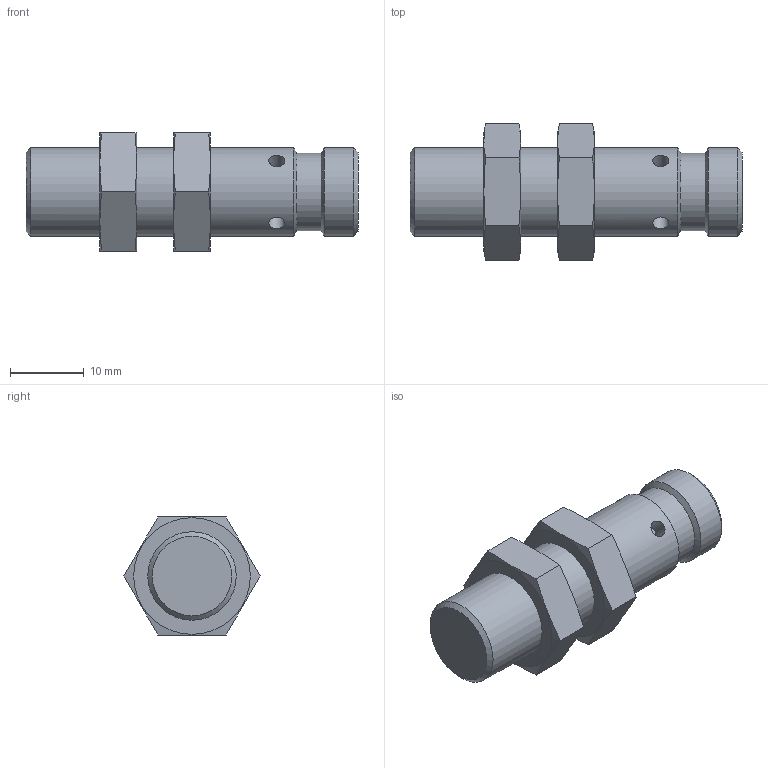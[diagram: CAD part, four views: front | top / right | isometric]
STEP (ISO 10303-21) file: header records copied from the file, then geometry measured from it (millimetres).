
FILE_DESCRIPTION(/* description */ ('STEP AP214'),/* implementation_level */ '2;1');
FILE_NAME(/* name */ '150455_SIEH-M12B-PO-S-L',/* time_stamp */ '2024-09-15T05:12:25+02:00',/* author */ ('License CC BY-ND 4.0'),/* organization */ ('CADENAS'),/* preprocessor_version */ 'ST-DEVELOPER v19.3',/* originating_system */ 'PARTsolutions',/* authorisation */ ' ');
FILE_SCHEMA (('AUTOMOTIVE_DESIGN {1 0 10303 214 3 1 1}'));
Length unit declared in the file: millimetre
Products named in the file (3): 150455 SIEH-M12B-PO-S-L; 150455 SIEH-M12B-PO-S-L---(SP); Flachmutter M12x1-5-16
Assembly tree (3 placements, depth 2):
  150455 SIEH-M12B-PO-S-L
    150455 SIEH-M12B-PO-S-L---(SP)
    Flachmutter M12x1-5-16  x2
Bounding box: 45 x 18.48 x 16 mm (x, y, z)
Volume: 6191.8 mm3; surface area: 3323.9 mm2
Topology: 3 solids, 3 shells, 43 faces, 93 edges, 60 vertices
Faces by surface type: plane 22, cone 12, cylinder 9
Full cylindrical faces by diameter (mm): 2.2 x4, 10.5 x1, 10.917 x2, 12 x2
Entity records: 802 total; most frequent: CARTESIAN_POINT 196, DIRECTION 110, ORIENTED_EDGE 80, EDGE_LOOP 52, FACE_BOUND 52, AXIS2_PLACEMENT_3D 52, EDGE_CURVE 40, VERTEX_POINT 34
